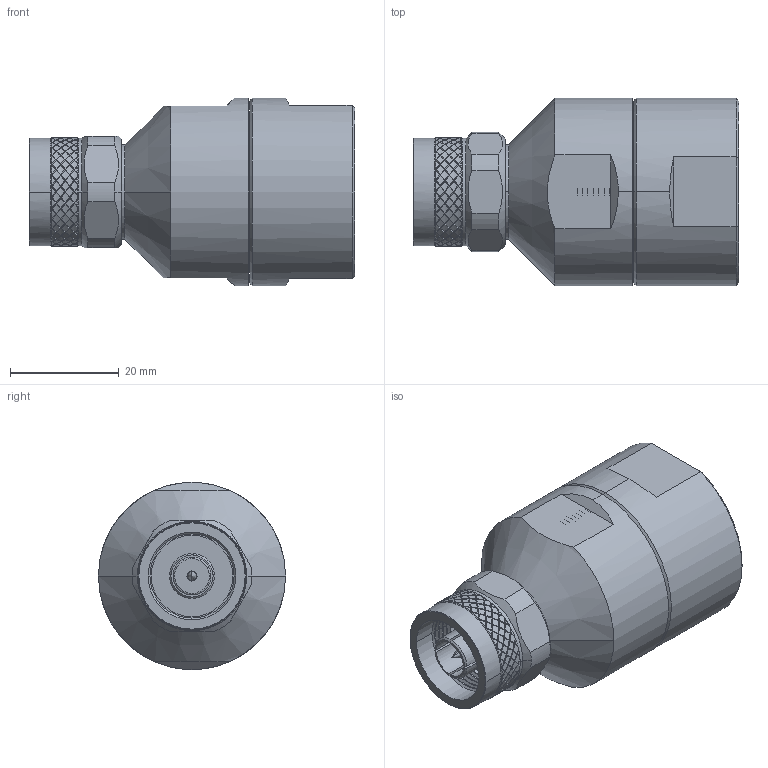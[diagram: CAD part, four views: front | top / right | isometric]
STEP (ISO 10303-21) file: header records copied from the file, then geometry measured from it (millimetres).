
FILE_DESCRIPTION (( 'STEP AP214' ), '1' );
FILE_NAME ('3190-6443(EZ-900-NMC-2-SP)_SD.STEP', '2020-04-09T01:53:11', ( '' ), ( '' ), 'SwSTEP 2.0', 'SolidWorks 2018', '' );
FILE_SCHEMA (( 'AUTOMOTIVE_DESIGN' ));
Length unit declared in the file: millimetre
Products named in the file (2): SD^3190-6443; 3190-6443(EZ-900-NMC-2-SP)_SD
Assembly tree (1 placements, depth 2):
  3190-6443(EZ-900-NMC-2-SP)_SD
    SD^3190-6443
Bounding box: 60 x 34.5 x 34.5 mm (x, y, z)
Volume: 28769.8 mm3; surface area: 16807.3 mm2
Topology: 1 solids, 3 shells, 1188 faces, 3189 edges, 2029 vertices
Faces by surface type: bspline 528, cylinder 341, cone 222, plane 97
Entity records: 60550 total; most frequent: CARTESIAN_POINT 37685, ORIENTED_EDGE 6374, EDGE_CURVE 3187, DIRECTION 3029, VERTEX_POINT 2029, AXIS2_PLACEMENT_3D 1336, EDGE_LOOP 1216, FACE_OUTER_BOUND 1188
